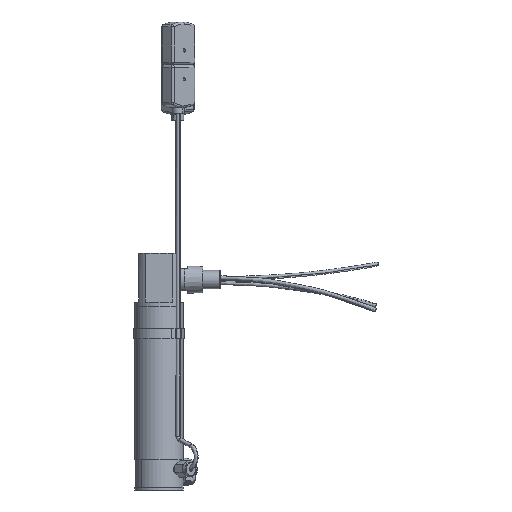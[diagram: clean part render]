
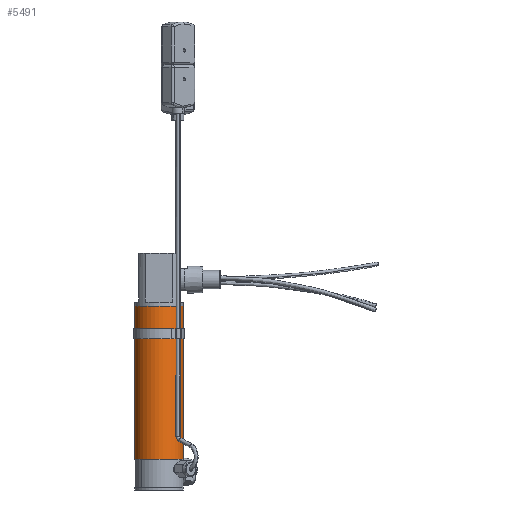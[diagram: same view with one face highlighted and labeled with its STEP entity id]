
A CAD part, front view. The second image highlights one B-rep face of the part: STEP entity #5491.
In plain terms, the highlighted cylindrical face has radius 19.05 mm (diameter 38.1 mm), a partial arc.
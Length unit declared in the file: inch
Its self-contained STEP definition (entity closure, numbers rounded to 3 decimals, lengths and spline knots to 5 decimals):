
#1250 = AXIS2_PLACEMENT_3D ( 'NONE', #1417, #1355, #1436 ) ;
#1355 = DIRECTION ( 'NONE',  ( 0., 0., 1. ) ) ;
#1417 = CARTESIAN_POINT ( 'NONE',  ( -0.18339, -0.03178, 2.03948 ) ) ;
#1436 = DIRECTION ( 'NONE',  ( 1., 0., 0. ) ) ;
#2099 = ORIENTED_EDGE ( 'NONE', *, *, #5747, .T. ) ;
#2183 = CARTESIAN_POINT ( 'NONE',  ( -0.93339, -0.03178, 6.73948 ) ) ;
#2538 = CARTESIAN_POINT ( 'NONE',  ( 0.56661, -0.03178, 2.03948 ) ) ;
#2837 = VERTEX_POINT ( 'NONE', #3962 ) ;
#2920 = LINE ( 'NONE', #2538, #12303 ) ;
#2968 = DIRECTION ( 'NONE',  ( 0., 0., 1. ) ) ;
#3823 = EDGE_CURVE ( 'NONE', #13989, #9582, #10384, .T. ) ;
#3962 = CARTESIAN_POINT ( 'NONE',  ( 0.56661, -0.03178, 2.03948 ) ) ;
#4011 = ORIENTED_EDGE ( 'NONE', *, *, #14962, .T. ) ;
#4716 = DIRECTION ( 'NONE',  ( 0., 0., -1. ) ) ;
#5491 = ADVANCED_FACE ( 'NONE', ( #5564 ), #14488, .T. ) ;
#5548 = ORIENTED_EDGE ( 'NONE', *, *, #14670, .T. ) ;
#5564 = FACE_OUTER_BOUND ( 'NONE', #9974, .T. ) ;
#5747 = EDGE_CURVE ( 'NONE', #2837, #13583, #2920, .T. ) ;
#6198 = DIRECTION ( 'NONE',  ( 0., 0., 1. ) ) ;
#6765 = AXIS2_PLACEMENT_3D ( 'NONE', #11759, #4716, #12919 ) ;
#9531 = CARTESIAN_POINT ( 'NONE',  ( -0.93339, -0.03178, 2.03948 ) ) ;
#9582 = VERTEX_POINT ( 'NONE', #2183 ) ;
#9974 = EDGE_LOOP ( 'NONE', ( #11111, #5548, #2099, #4011 ) ) ;
#10384 = LINE ( 'NONE', #14578, #13093 ) ;
#11111 = ORIENTED_EDGE ( 'NONE', *, *, #3823, .F. ) ;
#11759 = CARTESIAN_POINT ( 'NONE',  ( -0.18339, -0.03178, 6.73948 ) ) ;
#12303 = VECTOR ( 'NONE', #2968, 39.37008 ) ;
#12919 = DIRECTION ( 'NONE',  ( 1., 0., 0. ) ) ;
#13093 = VECTOR ( 'NONE', #14624, 39.37008 ) ;
#13162 = CARTESIAN_POINT ( 'NONE',  ( -0.18339, -0.03178, 2.03948 ) ) ;
#13264 = CIRCLE ( 'NONE', #6765, 0.75 ) ;
#13576 = AXIS2_PLACEMENT_3D ( 'NONE', #13162, #6198, #14333 ) ;
#13583 = VERTEX_POINT ( 'NONE', #14982 ) ;
#13989 = VERTEX_POINT ( 'NONE', #9531 ) ;
#14091 = CIRCLE ( 'NONE', #13576, 0.75 ) ;
#14333 = DIRECTION ( 'NONE',  ( 1., 0., 0. ) ) ;
#14488 = CYLINDRICAL_SURFACE ( 'NONE', #1250, 0.75 ) ;
#14578 = CARTESIAN_POINT ( 'NONE',  ( -0.93339, -0.03178, 2.03948 ) ) ;
#14624 = DIRECTION ( 'NONE',  ( 0., 0., 1. ) ) ;
#14670 = EDGE_CURVE ( 'NONE', #13989, #2837, #14091, .T. ) ;
#14962 = EDGE_CURVE ( 'NONE', #13583, #9582, #13264, .T. ) ;
#14982 = CARTESIAN_POINT ( 'NONE',  ( 0.56661, -0.03178, 6.73948 ) ) ;
